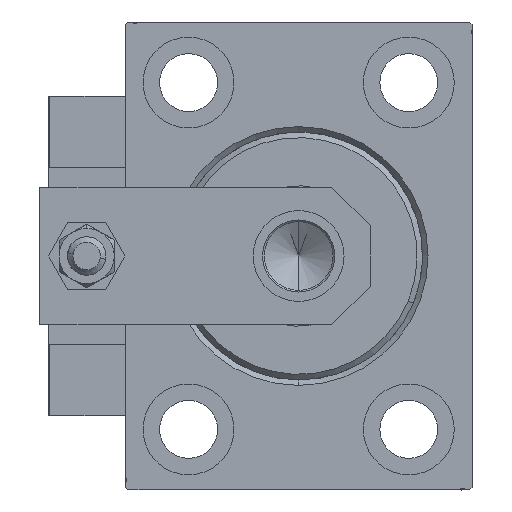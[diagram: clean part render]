
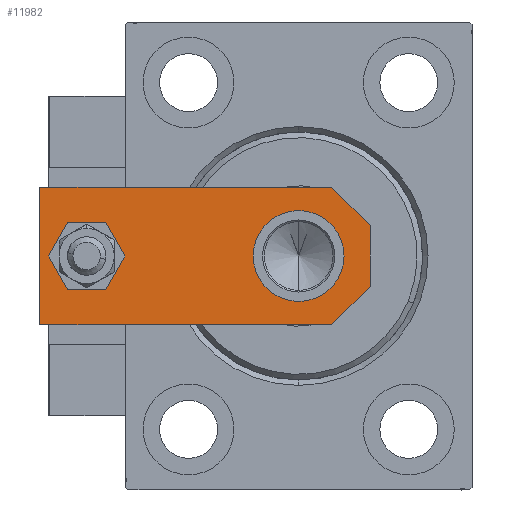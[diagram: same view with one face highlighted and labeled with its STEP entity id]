
A CAD part, left-side view. The second image highlights one B-rep face of the part: STEP entity #11982.
In plain terms, the highlighted face is planar.
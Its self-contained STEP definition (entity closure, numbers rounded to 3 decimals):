
#829 = VECTOR ( 'NONE', #33398, 1000. ) ;
#831 = ORIENTED_EDGE ( 'NONE', *, *, #11510, .T. ) ;
#885 = ORIENTED_EDGE ( 'NONE', *, *, #46922, .T. ) ;
#1114 = CARTESIAN_POINT ( 'NONE',  ( 2.75, -2.75, 6. ) ) ;
#1342 = ORIENTED_EDGE ( 'NONE', *, *, #4690, .T. ) ;
#2818 = CIRCLE ( 'NONE', #43147, 8.25 ) ;
#3865 = VERTEX_POINT ( 'NONE', #5396 ) ;
#4690 = EDGE_CURVE ( 'NONE', #12486, #3865, #33110, .T. ) ;
#5325 = CARTESIAN_POINT ( 'NONE',  ( 8.25, 13., 6. ) ) ;
#5396 = CARTESIAN_POINT ( 'NONE',  ( 12.5, 60., 6. ) ) ;
#6042 = CARTESIAN_POINT ( 'NONE',  ( 12.5, 0., 6. ) ) ;
#6337 = CARTESIAN_POINT ( 'NONE',  ( -12.5, 60., 6. ) ) ;
#6892 = FACE_BOUND ( 'NONE', #27317, .T. ) ;
#7636 = CARTESIAN_POINT ( 'NONE',  ( -4., 51.5, 6. ) ) ;
#8154 = LINE ( 'NONE', #23365, #42464 ) ;
#9176 = DIRECTION ( 'NONE',  ( 1., 0., 0. ) ) ;
#9259 = CIRCLE ( 'NONE', #20775, 4. ) ;
#10387 = EDGE_CURVE ( 'NONE', #27006, #47127, #17319, .T. ) ;
#10697 = CARTESIAN_POINT ( 'NONE',  ( 0., 13., 6. ) ) ;
#10757 = LINE ( 'NONE', #45327, #26340 ) ;
#11510 = EDGE_CURVE ( 'NONE', #11964, #14075, #22354, .T. ) ;
#11964 = VERTEX_POINT ( 'NONE', #32684 ) ;
#11982 = ADVANCED_FACE ( 'NONE', ( #17470, #33199, #6892 ), #46095, .T. ) ;
#12486 = VERTEX_POINT ( 'NONE', #28392 ) ;
#14008 = ORIENTED_EDGE ( 'NONE', *, *, #27417, .T. ) ;
#14075 = VERTEX_POINT ( 'NONE', #25998 ) ;
#15033 = ORIENTED_EDGE ( 'NONE', *, *, #10387, .F. ) ;
#15762 = ORIENTED_EDGE ( 'NONE', *, *, #39457, .F. ) ;
#16654 = DIRECTION ( 'NONE',  ( 0., 0., 1. ) ) ;
#17319 = CIRCLE ( 'NONE', #43689, 4. ) ;
#17470 = FACE_BOUND ( 'NONE', #45923, .T. ) ;
#18208 = VECTOR ( 'NONE', #31084, 1000. ) ;
#20775 = AXIS2_PLACEMENT_3D ( 'NONE', #45026, #16654, #9176 ) ;
#21416 = CARTESIAN_POINT ( 'NONE',  ( -12.5, 60., 6. ) ) ;
#22354 = LINE ( 'NONE', #45843, #18208 ) ;
#22851 = VERTEX_POINT ( 'NONE', #48510 ) ;
#22917 = EDGE_LOOP ( 'NONE', ( #35135, #885, #831, #14008, #1342, #40017 ) ) ;
#23199 = VECTOR ( 'NONE', #39803, 1000. ) ;
#23365 = CARTESIAN_POINT ( 'NONE',  ( 12.5, 60., 6. ) ) ;
#23804 = LINE ( 'NONE', #1114, #23199 ) ;
#23849 = DIRECTION ( 'NONE',  ( 1., 0., 0. ) ) ;
#25998 = CARTESIAN_POINT ( 'NONE',  ( 5.5, 0., 6. ) ) ;
#26192 = CIRCLE ( 'NONE', #47609, 8.25 ) ;
#26340 = VECTOR ( 'NONE', #38106, 1000. ) ;
#27006 = VERTEX_POINT ( 'NONE', #48493 ) ;
#27317 = EDGE_LOOP ( 'NONE', ( #48079, #15762 ) ) ;
#27417 = EDGE_CURVE ( 'NONE', #14075, #12486, #23804, .T. ) ;
#28392 = CARTESIAN_POINT ( 'NONE',  ( 12.5, 7., 6. ) ) ;
#28484 = EDGE_CURVE ( 'NONE', #47127, #27006, #9259, .T. ) ;
#28960 = VERTEX_POINT ( 'NONE', #50730 ) ;
#30168 = VERTEX_POINT ( 'NONE', #5325 ) ;
#30354 = DIRECTION ( 'NONE',  ( 1., 0., 0. ) ) ;
#31084 = DIRECTION ( 'NONE',  ( 1., 0., 0. ) ) ;
#32371 = EDGE_CURVE ( 'NONE', #22851, #30168, #2818, .T. ) ;
#32684 = CARTESIAN_POINT ( 'NONE',  ( -5.5, 0., 6. ) ) ;
#33110 = LINE ( 'NONE', #6042, #48668 ) ;
#33199 = FACE_OUTER_BOUND ( 'NONE', #22917, .T. ) ;
#33266 = ORIENTED_EDGE ( 'NONE', *, *, #28484, .F. ) ;
#33398 = DIRECTION ( 'NONE',  ( 0., -1., 0. ) ) ;
#33973 = CARTESIAN_POINT ( 'NONE',  ( 0., 13., 6. ) ) ;
#34448 = EDGE_CURVE ( 'NONE', #3865, #44709, #8154, .T. ) ;
#34949 = CARTESIAN_POINT ( 'NONE',  ( 0., 51.5, 6. ) ) ;
#35135 = ORIENTED_EDGE ( 'NONE', *, *, #48198, .T. ) ;
#37352 = DIRECTION ( 'NONE',  ( 0., 0., 1. ) ) ;
#38106 = DIRECTION ( 'NONE',  ( 0.707, -0.707, 0. ) ) ;
#39104 = DIRECTION ( 'NONE',  ( -1., 0., 0. ) ) ;
#39457 = EDGE_CURVE ( 'NONE', #30168, #22851, #26192, .T. ) ;
#39803 = DIRECTION ( 'NONE',  ( 0.707, 0.707, 0. ) ) ;
#40017 = ORIENTED_EDGE ( 'NONE', *, *, #34448, .T. ) ;
#41668 = LINE ( 'NONE', #6337, #829 ) ;
#42464 = VECTOR ( 'NONE', #39104, 1000. ) ;
#43147 = AXIS2_PLACEMENT_3D ( 'NONE', #33973, #37352, #48962 ) ;
#43199 = DIRECTION ( 'NONE',  ( 0., 0., 1. ) ) ;
#43689 = AXIS2_PLACEMENT_3D ( 'NONE', #34949, #43199, #23849 ) ;
#44709 = VERTEX_POINT ( 'NONE', #21416 ) ;
#45026 = CARTESIAN_POINT ( 'NONE',  ( 0., 51.5, 6. ) ) ;
#45327 = CARTESIAN_POINT ( 'NONE',  ( -2.75, -2.75, 6. ) ) ;
#45843 = CARTESIAN_POINT ( 'NONE',  ( -12.5, 0., 6. ) ) ;
#45923 = EDGE_LOOP ( 'NONE', ( #33266, #15033 ) ) ;
#46095 = PLANE ( 'NONE',  #47897 ) ;
#46288 = DIRECTION ( 'NONE',  ( 1., 0., 0. ) ) ;
#46533 = DIRECTION ( 'NONE',  ( 0., 0., 1. ) ) ;
#46922 = EDGE_CURVE ( 'NONE', #28960, #11964, #10757, .T. ) ;
#47127 = VERTEX_POINT ( 'NONE', #7636 ) ;
#47609 = AXIS2_PLACEMENT_3D ( 'NONE', #10697, #46533, #46288 ) ;
#47897 = AXIS2_PLACEMENT_3D ( 'NONE', #50472, #49454, #30354 ) ;
#48079 = ORIENTED_EDGE ( 'NONE', *, *, #32371, .F. ) ;
#48198 = EDGE_CURVE ( 'NONE', #44709, #28960, #41668, .T. ) ;
#48493 = CARTESIAN_POINT ( 'NONE',  ( 4., 51.5, 6. ) ) ;
#48510 = CARTESIAN_POINT ( 'NONE',  ( -8.25, 13., 6. ) ) ;
#48668 = VECTOR ( 'NONE', #48858, 1000. ) ;
#48858 = DIRECTION ( 'NONE',  ( 0., 1., 0. ) ) ;
#48962 = DIRECTION ( 'NONE',  ( 1., 0., 0. ) ) ;
#49454 = DIRECTION ( 'NONE',  ( 0., 0., 1. ) ) ;
#50472 = CARTESIAN_POINT ( 'NONE',  ( 0., 0., 6. ) ) ;
#50730 = CARTESIAN_POINT ( 'NONE',  ( -12.5, 7., 6. ) ) ;
